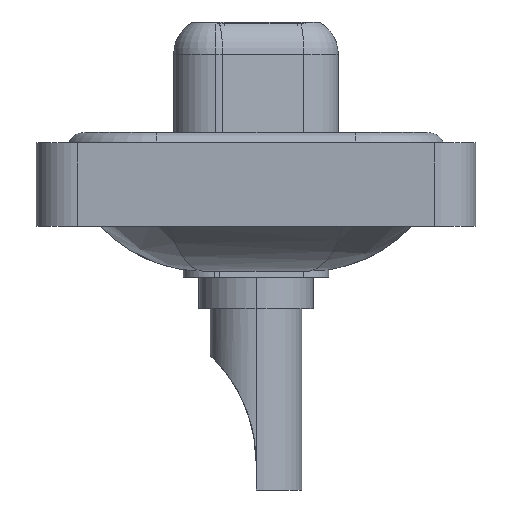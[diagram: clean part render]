
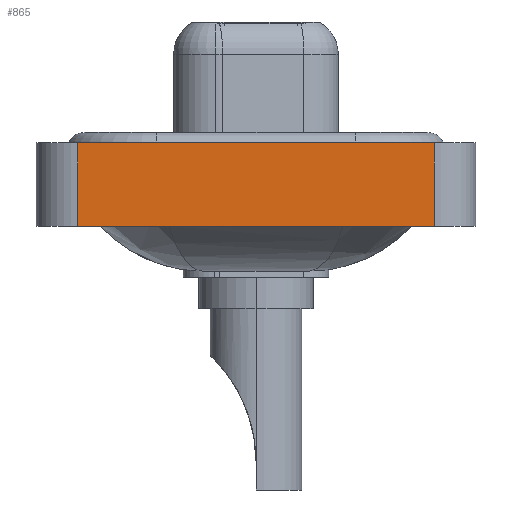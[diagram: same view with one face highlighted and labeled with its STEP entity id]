
A CAD part, left-side view. The second image highlights one B-rep face of the part: STEP entity #865.
In plain terms, the highlighted planar face has unit normal (-1, 0, 0).
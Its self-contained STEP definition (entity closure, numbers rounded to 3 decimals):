
#276 = VERTEX_POINT ( 'NONE', #7817 ) ;
#543 = VECTOR ( 'NONE', #884, 1000. ) ;
#865 = ADVANCED_FACE ( 'NONE', ( #13993 ), #15451, .T. ) ;
#884 = DIRECTION ( 'NONE',  ( 0., 0., 1. ) ) ;
#1977 = DIRECTION ( 'NONE',  ( 0., 0., 1. ) ) ;
#2557 = LINE ( 'NONE', #16907, #4812 ) ;
#2930 = DIRECTION ( 'NONE',  ( 0., -1., 0. ) ) ;
#3003 = AXIS2_PLACEMENT_3D ( 'NONE', #12706, #3611, #7583 ) ;
#3294 = CARTESIAN_POINT ( 'NONE',  ( -7.25, -8.55, -3.6 ) ) ;
#3611 = DIRECTION ( 'NONE',  ( -1., 0., 0. ) ) ;
#3657 = VERTEX_POINT ( 'NONE', #16440 ) ;
#4261 = ORIENTED_EDGE ( 'NONE', *, *, #13953, .T. ) ;
#4811 = EDGE_CURVE ( 'NONE', #7593, #276, #2557, .T. ) ;
#4812 = VECTOR ( 'NONE', #10334, 1000. ) ;
#5972 = CARTESIAN_POINT ( 'NONE',  ( -7.25, 8.55, -3.6 ) ) ;
#7583 = DIRECTION ( 'NONE',  ( 0., 0., 1. ) ) ;
#7593 = VERTEX_POINT ( 'NONE', #14894 ) ;
#7764 = EDGE_LOOP ( 'NONE', ( #9045, #10935, #15918, #4261 ) ) ;
#7817 = CARTESIAN_POINT ( 'NONE',  ( -7.25, -8.55, 0.4 ) ) ;
#9045 = ORIENTED_EDGE ( 'NONE', *, *, #10923, .T. ) ;
#10334 = DIRECTION ( 'NONE',  ( 0., -1., 0. ) ) ;
#10805 = CARTESIAN_POINT ( 'NONE',  ( -7.25, -8.55, -3.6 ) ) ;
#10923 = EDGE_CURVE ( 'NONE', #3657, #276, #12392, .T. ) ;
#10935 = ORIENTED_EDGE ( 'NONE', *, *, #4811, .F. ) ;
#12392 = LINE ( 'NONE', #3294, #543 ) ;
#12548 = LINE ( 'NONE', #16680, #15663 ) ;
#12706 = CARTESIAN_POINT ( 'NONE',  ( -7.25, -8.55, -3.6 ) ) ;
#13480 = LINE ( 'NONE', #10805, #14492 ) ;
#13678 = VERTEX_POINT ( 'NONE', #5972 ) ;
#13953 = EDGE_CURVE ( 'NONE', #13678, #3657, #13480, .T. ) ;
#13993 = FACE_OUTER_BOUND ( 'NONE', #7764, .T. ) ;
#14492 = VECTOR ( 'NONE', #2930, 1000. ) ;
#14894 = CARTESIAN_POINT ( 'NONE',  ( -7.25, 8.55, 0.4 ) ) ;
#15451 = PLANE ( 'NONE',  #3003 ) ;
#15509 = EDGE_CURVE ( 'NONE', #13678, #7593, #12548, .T. ) ;
#15663 = VECTOR ( 'NONE', #1977, 1000. ) ;
#15918 = ORIENTED_EDGE ( 'NONE', *, *, #15509, .F. ) ;
#16440 = CARTESIAN_POINT ( 'NONE',  ( -7.25, -8.55, -3.6 ) ) ;
#16680 = CARTESIAN_POINT ( 'NONE',  ( -7.25, 8.55, -3.6 ) ) ;
#16907 = CARTESIAN_POINT ( 'NONE',  ( -7.25, -8.55, 0.4 ) ) ;
